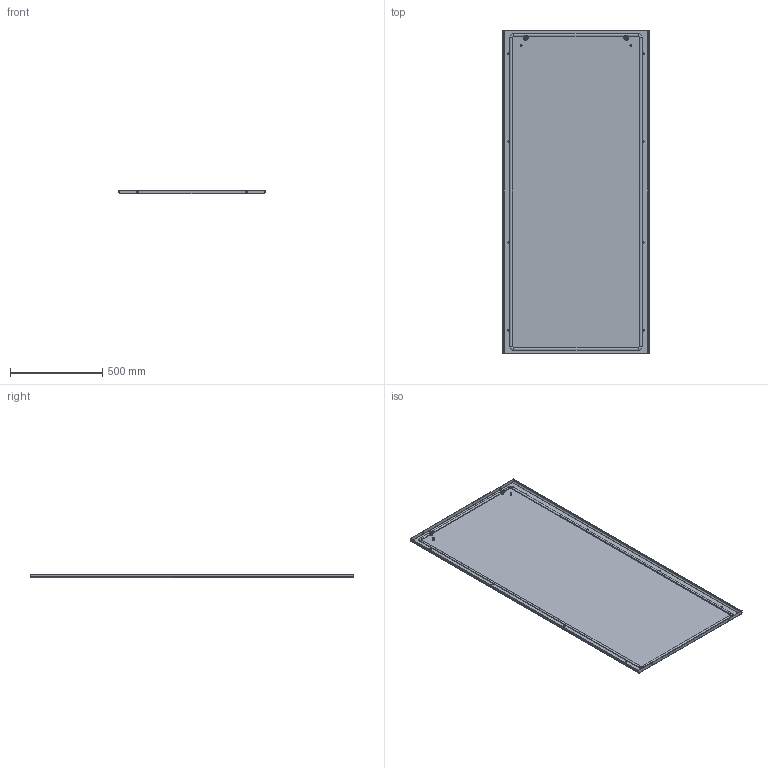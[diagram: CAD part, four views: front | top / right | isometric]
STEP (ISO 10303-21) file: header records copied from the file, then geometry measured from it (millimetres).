
FILE_DESCRIPTION (( 'STEP AP203' ), '1' );
FILE_NAME ('R5CRE1880.step', '2011-02-16T12:44:03', ( 'User' ), ( 'DKC' ), 'SwSTEP 2.0', 'SolidWorks 2010', '' );
FILE_SCHEMA (( 'CONFIG_CONTROL_DESIGN' ));
Products named in the file (6): land; end-cap2_AC00C472; end-cap_AC00C061; Sealing_for_Back_Panels single_1800x800; Back_Panels single_1800x 800; R5CRE1880
Assembly tree (10 placements, depth 2):
  R5CRE1880
    end-cap2_AC00C472  x2
    end-cap_AC00C061  x2
    land  x4
    Sealing_for_Back_Panels single_1800x800
    Back_Panels single_1800x 800
Bounding box: 794 x 1755 x 20.5 mm (x, y, z)
Volume: 2529490.4 mm3; surface area: 3134230.6 mm2
Topology: 14 solids, 14 shells, 1975 faces, 5728 edges, 3792 vertices
Faces by surface type: bspline 1140, plane 421, cylinder 382, torus 28, cone 4
Entity records: 32557 total; most frequent: CARTESIAN_POINT 18147, ORIENTED_EDGE 3806, EDGE_CURVE 1903, DIRECTION 1565, VERTEX_POINT 1245, B_SPLINE_CURVE_WITH_KNOTS 1043, EDGE_LOOP 708, FACE_OUTER_BOUND 675
